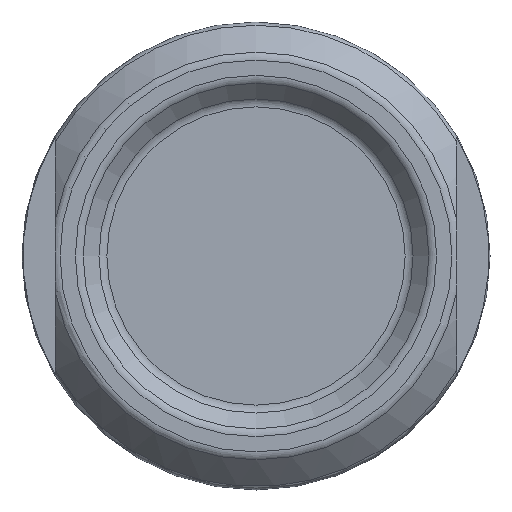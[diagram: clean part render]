
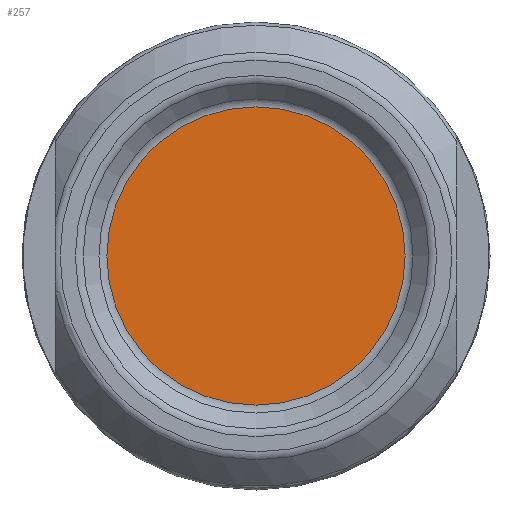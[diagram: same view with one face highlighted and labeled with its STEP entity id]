
A CAD part, left-side view. The second image highlights one B-rep face of the part: STEP entity #257.
In plain terms, the highlighted planar face has unit normal (-1, 0, 0).
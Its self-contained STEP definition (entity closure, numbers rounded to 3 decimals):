
#185=PLANE('',#1242);
#257=ADVANCED_FACE('',(#335),#185,.F.);
#335=FACE_OUTER_BOUND('',#383,.T.);
#383=EDGE_LOOP('',(#559));
#559=ORIENTED_EDGE('',*,*,#1004,.T.);
#889=VERTEX_POINT('',#1725);
#1004=EDGE_CURVE('',#889,#889,#1161,.T.);
#1161=CIRCLE('',#1241,6.693);
#1241=AXIS2_PLACEMENT_3D('',#1724,#1403,#1404);
#1242=AXIS2_PLACEMENT_3D('',#1726,#1405,#1406);
#1403=DIRECTION('',(-1.,0.,0.));
#1404=DIRECTION('',(0.,0.,-1.));
#1405=DIRECTION('',(1.,0.,0.));
#1406=DIRECTION('',(0.,0.,-1.));
#1724=CARTESIAN_POINT('',(1.,0.,0.));
#1725=CARTESIAN_POINT('',(1.,0.,-6.693));
#1726=CARTESIAN_POINT('',(1.,0.,0.));
